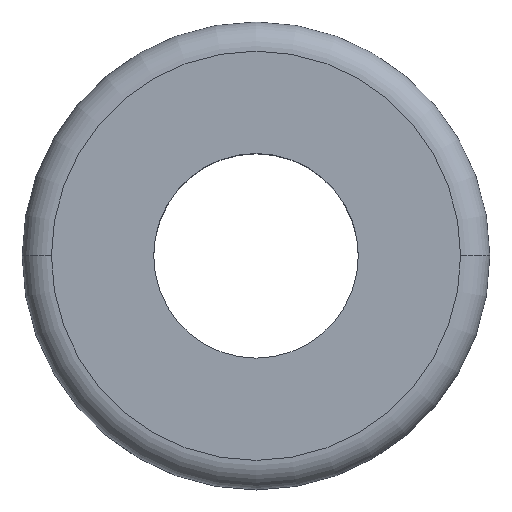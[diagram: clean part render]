
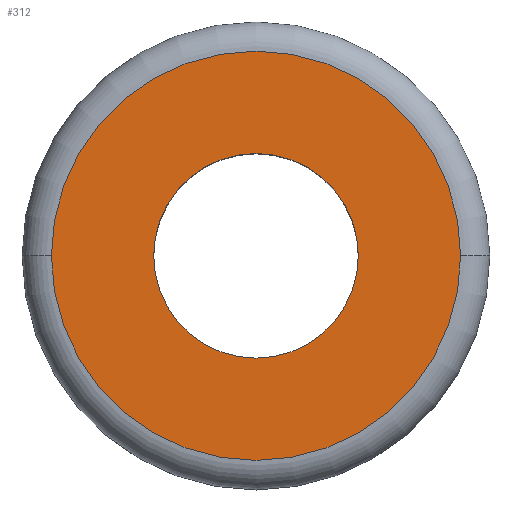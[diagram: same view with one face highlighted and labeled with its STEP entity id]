
A CAD part, top view. The second image highlights one B-rep face of the part: STEP entity #312.
In plain terms, the highlighted planar face has unit normal (0, 0, 1).
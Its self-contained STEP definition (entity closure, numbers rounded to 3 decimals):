
#13 = EDGE_CURVE ( 'NONE', #283, #367, #109, .T. ) ;
#14 = DIRECTION ( 'NONE',  ( -1., 0., 0. ) ) ;
#28 = CARTESIAN_POINT ( 'NONE',  ( 97.512, 0., 146.185 ) ) ;
#51 = DIRECTION ( 'NONE',  ( -1., 0., 0. ) ) ;
#56 = ORIENTED_EDGE ( 'NONE', *, *, #13, .F. ) ;
#62 = DIRECTION ( 'NONE',  ( 0., 0., -1. ) ) ;
#72 = CIRCLE ( 'NONE', #101, 3.5 ) ;
#87 = ORIENTED_EDGE ( 'NONE', *, *, #106, .T. ) ;
#89 = FACE_BOUND ( 'NONE', #240, .T. ) ;
#91 = CARTESIAN_POINT ( 'NONE',  ( 95.762, 0., 146.185 ) ) ;
#94 = FACE_OUTER_BOUND ( 'NONE', #417, .T. ) ;
#101 = AXIS2_PLACEMENT_3D ( 'NONE', #28, #476, #378 ) ;
#106 = EDGE_CURVE ( 'NONE', #347, #430, #138, .T. ) ;
#107 = CIRCLE ( 'NONE', #258, 1.75 ) ;
#109 = CIRCLE ( 'NONE', #125, 3.5 ) ;
#125 = AXIS2_PLACEMENT_3D ( 'NONE', #136, #414, #51 ) ;
#136 = CARTESIAN_POINT ( 'NONE',  ( 97.512, 0., 146.185 ) ) ;
#138 = CIRCLE ( 'NONE', #195, 1.75 ) ;
#158 = DIRECTION ( 'NONE',  ( -1., 0., 0. ) ) ;
#195 = AXIS2_PLACEMENT_3D ( 'NONE', #319, #62, #14 ) ;
#196 = CARTESIAN_POINT ( 'NONE',  ( 101.012, 0., 146.185 ) ) ;
#232 = DIRECTION ( 'NONE',  ( 0., 0., 1. ) ) ;
#233 = ORIENTED_EDGE ( 'NONE', *, *, #296, .T. ) ;
#240 = EDGE_LOOP ( 'NONE', ( #233, #87 ) ) ;
#257 = ORIENTED_EDGE ( 'NONE', *, *, #407, .F. ) ;
#258 = AXIS2_PLACEMENT_3D ( 'NONE', #340, #397, #158 ) ;
#283 = VERTEX_POINT ( 'NONE', #434 ) ;
#296 = EDGE_CURVE ( 'NONE', #430, #347, #107, .T. ) ;
#297 = CARTESIAN_POINT ( 'NONE',  ( 101.012, 0., 146.185 ) ) ;
#312 = ADVANCED_FACE ( 'NONE', ( #89, #94 ), #369, .T. ) ;
#319 = CARTESIAN_POINT ( 'NONE',  ( 97.512, 0., 146.185 ) ) ;
#336 = DIRECTION ( 'NONE',  ( 1., 0., 0. ) ) ;
#340 = CARTESIAN_POINT ( 'NONE',  ( 97.512, 0., 146.185 ) ) ;
#347 = VERTEX_POINT ( 'NONE', #443 ) ;
#348 = AXIS2_PLACEMENT_3D ( 'NONE', #196, #232, #336 ) ;
#367 = VERTEX_POINT ( 'NONE', #297 ) ;
#369 = PLANE ( 'NONE',  #348 ) ;
#378 = DIRECTION ( 'NONE',  ( -1., 0., 0. ) ) ;
#397 = DIRECTION ( 'NONE',  ( 0., 0., -1. ) ) ;
#407 = EDGE_CURVE ( 'NONE', #367, #283, #72, .T. ) ;
#414 = DIRECTION ( 'NONE',  ( 0., 0., -1. ) ) ;
#417 = EDGE_LOOP ( 'NONE', ( #56, #257 ) ) ;
#430 = VERTEX_POINT ( 'NONE', #91 ) ;
#434 = CARTESIAN_POINT ( 'NONE',  ( 94.012, 0., 146.185 ) ) ;
#443 = CARTESIAN_POINT ( 'NONE',  ( 99.262, 0., 146.185 ) ) ;
#476 = DIRECTION ( 'NONE',  ( 0., 0., -1. ) ) ;
